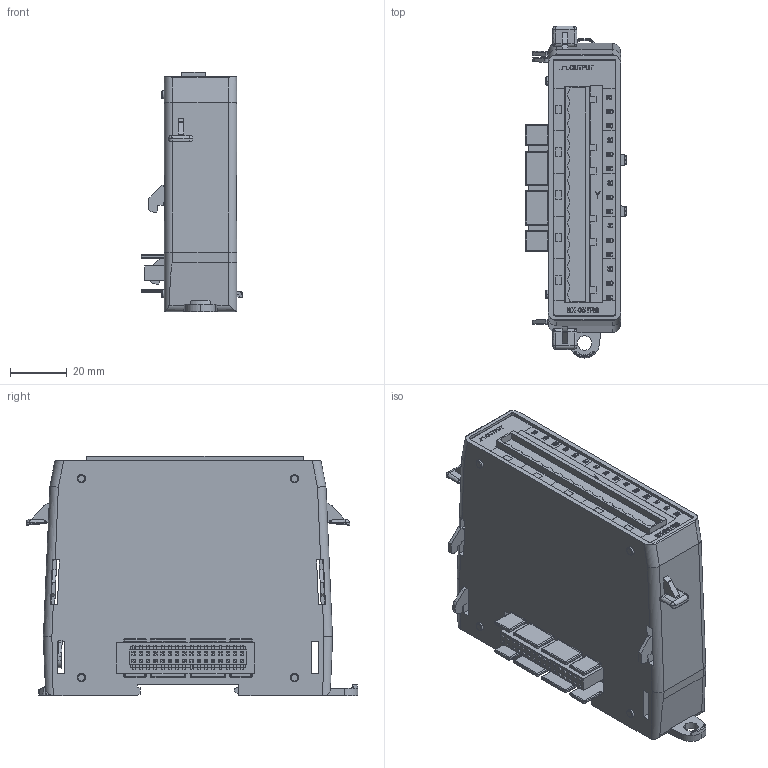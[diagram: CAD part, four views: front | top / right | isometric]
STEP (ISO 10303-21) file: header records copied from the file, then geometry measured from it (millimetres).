
FILE_DESCRIPTION (( 'STEP AP214' ), '1' );
FILE_NAME ('BX-05TRS.STEP', '2020-03-23T22:42:01', ( '' ), ( '' ), 'SwSTEP 2.0', 'SolidWorks 2017', '' );
FILE_SCHEMA (( 'AUTOMOTIVE_DESIGN' ));
Length unit declared in the file: inch
Products named in the file (1): BX-05TRS
Bounding box: 35.62 x 116.5 x 84.09 mm (x, y, z)
Volume: 190044.5 mm3; surface area: 47539.9 mm2
Topology: 8 solids, 17 shells, 3817 faces, 10018 edges, 6369 vertices
Faces by surface type: plane 2680, cylinder 573, bspline 434, torus 71, cone 35, sphere 24
Entity records: 190875 total; most frequent: CARTESIAN_POINT 51108, ORIENTED_EDGE 20008, DIRECTION 16045, EDGE_CURVE 10004, VECTOR 7779, LINE 7779, VERTEX_POINT 6367, EDGE_LOOP 4225
